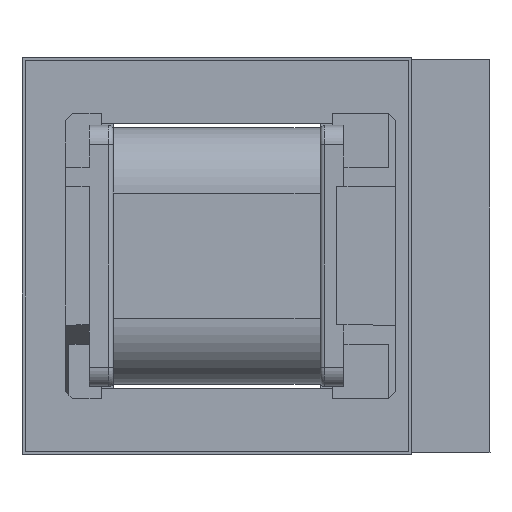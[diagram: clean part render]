
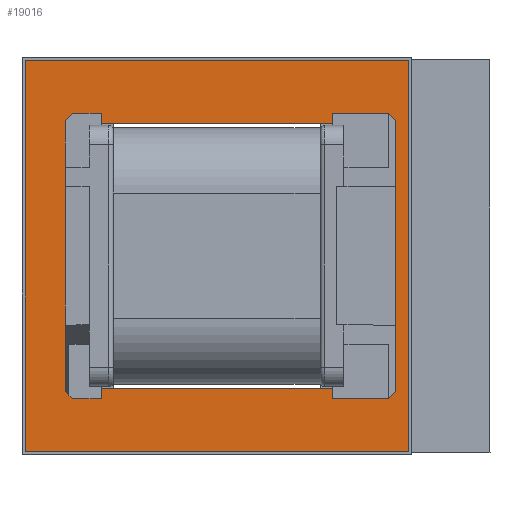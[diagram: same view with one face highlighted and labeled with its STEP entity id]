
A CAD part, top view. The second image highlights one B-rep face of the part: STEP entity #19016.
In plain terms, the highlighted face is planar.
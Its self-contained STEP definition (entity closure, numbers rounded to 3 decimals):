
#4923=ORIENTED_EDGE('',*,*,#6907,.F.);
#4924=ORIENTED_EDGE('',*,*,#6908,.T.);
#4925=ORIENTED_EDGE('',*,*,#6900,.F.);
#4926=ORIENTED_EDGE('',*,*,#6904,.F.);
#4927=ORIENTED_EDGE('',*,*,#6909,.F.);
#4928=ORIENTED_EDGE('',*,*,#6910,.T.);
#4929=ORIENTED_EDGE('',*,*,#6911,.F.);
#4930=ORIENTED_EDGE('',*,*,#6912,.F.);
#4931=ORIENTED_EDGE('',*,*,#6913,.T.);
#4932=ORIENTED_EDGE('',*,*,#6914,.F.);
#4933=ORIENTED_EDGE('',*,*,#6915,.F.);
#4934=ORIENTED_EDGE('',*,*,#6916,.F.);
#6900=EDGE_CURVE('',#8055,#8056,#9252,.T.);
#6904=EDGE_CURVE('',#8058,#8055,#9256,.T.);
#6907=EDGE_CURVE('',#8060,#8058,#9259,.T.);
#6908=EDGE_CURVE('',#8060,#8056,#9260,.T.);
#6909=EDGE_CURVE('',#8061,#8062,#9261,.T.);
#6910=EDGE_CURVE('',#8061,#8063,#9262,.T.);
#6911=EDGE_CURVE('',#8064,#8063,#9263,.T.);
#6912=EDGE_CURVE('',#8062,#8064,#9264,.T.);
#6913=EDGE_CURVE('',#8065,#8066,#9265,.T.);
#6914=EDGE_CURVE('',#8067,#8066,#9266,.T.);
#6915=EDGE_CURVE('',#8068,#8067,#9267,.T.);
#6916=EDGE_CURVE('',#8065,#8068,#9268,.T.);
#8055=VERTEX_POINT('',#28749);
#8056=VERTEX_POINT('',#28751);
#8058=VERTEX_POINT('',#28757);
#8060=VERTEX_POINT('',#28763);
#8061=VERTEX_POINT('',#28768);
#8062=VERTEX_POINT('',#28769);
#8063=VERTEX_POINT('',#28771);
#8064=VERTEX_POINT('',#28773);
#8065=VERTEX_POINT('',#28776);
#8066=VERTEX_POINT('',#28777);
#8067=VERTEX_POINT('',#28779);
#8068=VERTEX_POINT('',#28781);
#9252=LINE('',#28750,#10469);
#9256=LINE('',#28758,#10473);
#9259=LINE('',#28764,#10476);
#9260=LINE('',#28766,#10477);
#9261=LINE('',#28767,#10478);
#9262=LINE('',#28770,#10479);
#9263=LINE('',#28772,#10480);
#9264=LINE('',#28774,#10481);
#9265=LINE('',#28775,#10482);
#9266=LINE('',#28778,#10483);
#9267=LINE('',#28780,#10484);
#9268=LINE('',#28782,#10485);
#10469=VECTOR('',#24479,1000.);
#10473=VECTOR('',#24485,1000.);
#10476=VECTOR('',#24490,1000.);
#10477=VECTOR('',#24493,1000.);
#10478=VECTOR('',#24494,1000.);
#10479=VECTOR('',#24495,1000.);
#10480=VECTOR('',#24496,1000.);
#10481=VECTOR('',#24497,1000.);
#10482=VECTOR('',#24498,1000.);
#10483=VECTOR('',#24499,1000.);
#10484=VECTOR('',#24500,1000.);
#10485=VECTOR('',#24501,1000.);
#11330=EDGE_LOOP('',(#4923,#4924,#4925,#4926));
#11331=EDGE_LOOP('',(#4927,#4928,#4929,#4930));
#11332=EDGE_LOOP('',(#4931,#4932,#4933,#4934));
#12160=FACE_BOUND('',#11330,.T.);
#12161=FACE_BOUND('',#11331,.T.);
#12162=FACE_BOUND('',#11332,.T.);
#12533=PLANE('',#20464);
#19016=ADVANCED_FACE('',(#12160,#12161,#12162),#12533,.T.);
#20464=AXIS2_PLACEMENT_3D('',#28765,#24491,#24492);
#24479=DIRECTION('',(1.,0.,0.));
#24485=DIRECTION('',(0.,0.,-1.));
#24490=DIRECTION('',(-1.,0.,0.));
#24491=DIRECTION('',(0.,1.,0.));
#24492=DIRECTION('',(-1.,0.,0.));
#24493=DIRECTION('',(0.,0.,-1.));
#24494=DIRECTION('',(-1.,0.,0.));
#24495=DIRECTION('',(0.,0.,1.));
#24496=DIRECTION('',(1.,0.,0.));
#24497=DIRECTION('',(0.,0.,1.));
#24498=DIRECTION('',(0.,0.,1.));
#24499=DIRECTION('',(1.,0.,0.));
#24500=DIRECTION('',(0.,0.,1.));
#24501=DIRECTION('',(-1.,0.,0.));
#28749=CARTESIAN_POINT('',(-24.715,11.57,-22.9));
#28750=CARTESIAN_POINT('',(-24.715,11.57,-22.9));
#28751=CARTESIAN_POINT('',(-4.315,11.57,-22.9));
#28757=CARTESIAN_POINT('',(-24.715,11.57,-2.1));
#28758=CARTESIAN_POINT('',(-24.715,11.57,-22.9));
#28763=CARTESIAN_POINT('',(-4.315,11.57,-2.1));
#28764=CARTESIAN_POINT('',(-24.715,11.57,-2.1));
#28765=CARTESIAN_POINT('',(-14.515,11.57,-2.1));
#28766=CARTESIAN_POINT('',(-4.315,11.57,-22.9));
#28767=CARTESIAN_POINT('',(-21.515,11.57,-9.55));
#28768=CARTESIAN_POINT('',(-7.515,11.57,-9.55));
#28769=CARTESIAN_POINT('',(-21.515,11.57,-9.55));
#28770=CARTESIAN_POINT('',(-7.515,11.57,-5.45));
#28771=CARTESIAN_POINT('',(-7.515,11.57,-5.45));
#28772=CARTESIAN_POINT('',(-14.515,11.57,-5.45));
#28773=CARTESIAN_POINT('',(-21.515,11.57,-5.45));
#28774=CARTESIAN_POINT('',(-21.515,11.57,-5.45));
#28775=CARTESIAN_POINT('',(-7.515,11.57,-19.55));
#28776=CARTESIAN_POINT('',(-7.515,11.57,-19.55));
#28777=CARTESIAN_POINT('',(-7.515,11.57,-15.45));
#28778=CARTESIAN_POINT('',(-21.515,11.57,-15.45));
#28779=CARTESIAN_POINT('',(-21.515,11.57,-15.45));
#28780=CARTESIAN_POINT('',(-21.515,11.57,-19.55));
#28781=CARTESIAN_POINT('',(-21.515,11.57,-19.55));
#28782=CARTESIAN_POINT('',(-14.515,11.57,-19.55));
